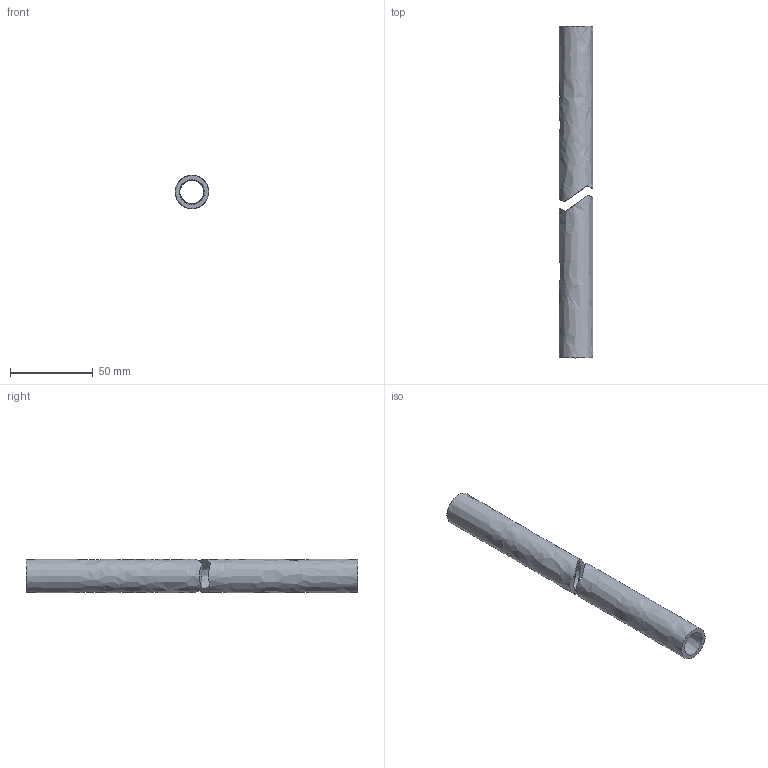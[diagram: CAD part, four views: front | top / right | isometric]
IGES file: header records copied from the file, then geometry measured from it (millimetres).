
Global section: file name: 602130; native system: Autodesk Inventor 2023; preprocessor: unknown; author: JANAN; date: 20230725.103102; units: millimetre
Bounding box: 20 x 200 x 20 mm (x, y, z)
Volume: 26671.8 mm3; surface area: 21955.6 mm2
Topology: 2 solids, 2 shells, 14 faces, 38 edges, 26 vertices
Faces by surface type: bspline 14
